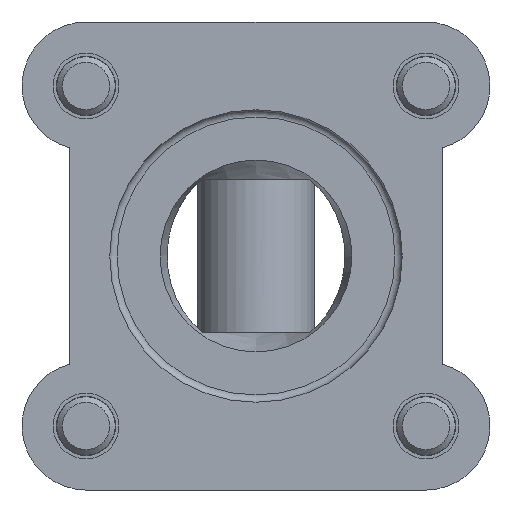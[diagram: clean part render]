
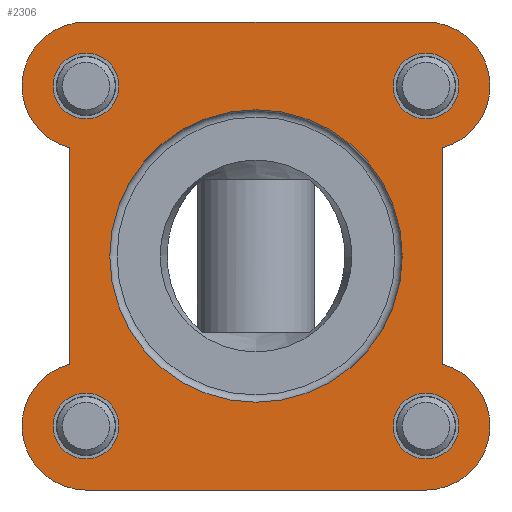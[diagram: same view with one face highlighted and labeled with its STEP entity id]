
A CAD part, front view. The second image highlights one B-rep face of the part: STEP entity #2306.
In plain terms, the highlighted planar face has unit normal (0, -1, 0).
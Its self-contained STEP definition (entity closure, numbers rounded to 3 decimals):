
#195=CIRCLE('',#2535,8.75);
#197=CIRCLE('',#2538,8.75);
#198=CIRCLE('',#2540,8.75);
#199=CIRCLE('',#2542,4.5);
#200=CIRCLE('',#2544,4.5);
#201=CIRCLE('',#2546,4.5);
#203=CIRCLE('',#2549,4.5);
#204=CIRCLE('',#2551,8.75);
#205=CIRCLE('',#2554,20.);
#533=ORIENTED_EDGE('',*,*,#1090,.F.);
#534=ORIENTED_EDGE('',*,*,#1088,.T.);
#535=ORIENTED_EDGE('',*,*,#1086,.T.);
#536=ORIENTED_EDGE('',*,*,#1085,.T.);
#537=ORIENTED_EDGE('',*,*,#1084,.T.);
#538=ORIENTED_EDGE('',*,*,#1042,.F.);
#539=ORIENTED_EDGE('',*,*,#1089,.F.);
#540=ORIENTED_EDGE('',*,*,#975,.F.);
#541=ORIENTED_EDGE('',*,*,#1083,.F.);
#542=ORIENTED_EDGE('',*,*,#1050,.F.);
#543=ORIENTED_EDGE('',*,*,#1082,.F.);
#544=ORIENTED_EDGE('',*,*,#967,.F.);
#545=ORIENTED_EDGE('',*,*,#1080,.F.);
#967=EDGE_CURVE('',#1286,#1287,#1502,.T.);
#975=EDGE_CURVE('',#1294,#1295,#1510,.T.);
#1042=EDGE_CURVE('',#1340,#1341,#1548,.T.);
#1050=EDGE_CURVE('',#1348,#1349,#1556,.T.);
#1080=EDGE_CURVE('',#1341,#1286,#195,.T.);
#1082=EDGE_CURVE('',#1287,#1348,#197,.T.);
#1083=EDGE_CURVE('',#1349,#1294,#198,.T.);
#1084=EDGE_CURVE('',#1363,#1363,#199,.T.);
#1085=EDGE_CURVE('',#1364,#1364,#200,.T.);
#1086=EDGE_CURVE('',#1365,#1365,#201,.T.);
#1088=EDGE_CURVE('',#1367,#1367,#203,.T.);
#1089=EDGE_CURVE('',#1295,#1340,#204,.T.);
#1090=EDGE_CURVE('',#1368,#1368,#205,.T.);
#1286=VERTEX_POINT('',#3585);
#1287=VERTEX_POINT('',#3587);
#1294=VERTEX_POINT('',#3602);
#1295=VERTEX_POINT('',#3604);
#1340=VERTEX_POINT('',#3748);
#1341=VERTEX_POINT('',#3750);
#1348=VERTEX_POINT('',#3765);
#1349=VERTEX_POINT('',#3767);
#1363=VERTEX_POINT('',#3830);
#1364=VERTEX_POINT('',#3833);
#1365=VERTEX_POINT('',#3836);
#1367=VERTEX_POINT('',#3841);
#1368=VERTEX_POINT('',#3847);
#1502=LINE('',#3586,#1684);
#1510=LINE('',#3603,#1692);
#1548=LINE('',#3749,#1730);
#1556=LINE('',#3766,#1738);
#1684=VECTOR('',#2790,1000.);
#1692=VECTOR('',#2800,1000.);
#1730=VECTOR('',#2922,1000.);
#1738=VECTOR('',#2932,1000.);
#1897=EDGE_LOOP('',(#533));
#1898=EDGE_LOOP('',(#534));
#1899=EDGE_LOOP('',(#535));
#1900=EDGE_LOOP('',(#536));
#1901=EDGE_LOOP('',(#537));
#1902=EDGE_LOOP('',(#538,#539,#540,#541,#542,#543,#544,#545));
#2073=FACE_BOUND('',#1897,.T.);
#2074=FACE_BOUND('',#1898,.T.);
#2075=FACE_BOUND('',#1899,.T.);
#2076=FACE_BOUND('',#1900,.T.);
#2077=FACE_BOUND('',#1901,.T.);
#2078=FACE_BOUND('',#1902,.T.);
#2215=PLANE('',#2553);
#2306=ADVANCED_FACE('',(#2073,#2074,#2075,#2076,#2077,#2078),#2215,.F.);
#2535=AXIS2_PLACEMENT_3D('',#3822,#3000,#3001);
#2538=AXIS2_PLACEMENT_3D('',#3825,#3006,#3007);
#2540=AXIS2_PLACEMENT_3D('',#3827,#3010,#3011);
#2542=AXIS2_PLACEMENT_3D('',#3829,#3014,#3015);
#2544=AXIS2_PLACEMENT_3D('',#3832,#3018,#3019);
#2546=AXIS2_PLACEMENT_3D('',#3835,#3022,#3023);
#2549=AXIS2_PLACEMENT_3D('',#3840,#3028,#3029);
#2551=AXIS2_PLACEMENT_3D('',#3843,#3032,#3033);
#2553=AXIS2_PLACEMENT_3D('',#3845,#3036,#3037);
#2554=AXIS2_PLACEMENT_3D('',#3846,#3038,#3039);
#2790=DIRECTION('',(1.,0.,0.));
#2800=DIRECTION('',(-1.,0.,0.));
#2922=DIRECTION('',(0.,0.,1.));
#2932=DIRECTION('',(0.,0.,-1.));
#3000=DIRECTION('',(0.,1.,0.));
#3001=DIRECTION('',(1.,0.,0.));
#3006=DIRECTION('',(0.,1.,0.));
#3007=DIRECTION('',(1.,0.,0.));
#3010=DIRECTION('',(0.,1.,0.));
#3011=DIRECTION('',(1.,0.,0.));
#3014=DIRECTION('',(0.,1.,0.));
#3015=DIRECTION('',(1.,0.,0.));
#3018=DIRECTION('',(0.,1.,0.));
#3019=DIRECTION('',(1.,0.,0.));
#3022=DIRECTION('',(0.,1.,0.));
#3023=DIRECTION('',(1.,0.,0.));
#3028=DIRECTION('',(0.,1.,0.));
#3029=DIRECTION('',(1.,0.,0.));
#3032=DIRECTION('',(0.,1.,0.));
#3033=DIRECTION('',(1.,0.,0.));
#3036=DIRECTION('',(0.,1.,0.));
#3037=DIRECTION('',(0.,0.,1.));
#3038=DIRECTION('',(0.,-1.,0.));
#3039=DIRECTION('',(0.,0.,-1.));
#3585=CARTESIAN_POINT('',(-23.25,0.,32.));
#3586=CARTESIAN_POINT('',(-23.25,0.,32.));
#3587=CARTESIAN_POINT('',(23.25,0.,32.));
#3602=CARTESIAN_POINT('',(23.25,0.,-32.));
#3603=CARTESIAN_POINT('',(23.25,0.,-32.));
#3604=CARTESIAN_POINT('',(-23.25,0.,-32.));
#3748=CARTESIAN_POINT('',(-25.5,0.,-14.794));
#3749=CARTESIAN_POINT('',(-25.5,0.,-14.794));
#3750=CARTESIAN_POINT('',(-25.5,0.,14.794));
#3765=CARTESIAN_POINT('',(25.5,0.,14.794));
#3766=CARTESIAN_POINT('',(25.5,0.,14.794));
#3767=CARTESIAN_POINT('',(25.5,0.,-14.794));
#3822=CARTESIAN_POINT('',(-23.25,0.,23.25));
#3825=CARTESIAN_POINT('',(23.25,0.,23.25));
#3827=CARTESIAN_POINT('',(23.25,0.,-23.25));
#3829=CARTESIAN_POINT('',(23.25,0.,-23.25));
#3830=CARTESIAN_POINT('',(27.75,0.,-23.25));
#3832=CARTESIAN_POINT('',(23.25,0.,23.25));
#3833=CARTESIAN_POINT('',(27.75,0.,23.25));
#3835=CARTESIAN_POINT('',(-23.25,0.,-23.25));
#3836=CARTESIAN_POINT('',(-18.75,0.,-23.25));
#3840=CARTESIAN_POINT('',(-23.25,0.,23.25));
#3841=CARTESIAN_POINT('',(-18.75,0.,23.25));
#3843=CARTESIAN_POINT('',(-23.25,0.,-23.25));
#3845=CARTESIAN_POINT('',(-23.25,0.,23.25));
#3846=CARTESIAN_POINT('',(0.,0.,0.));
#3847=CARTESIAN_POINT('',(0.,0.,-20.));
